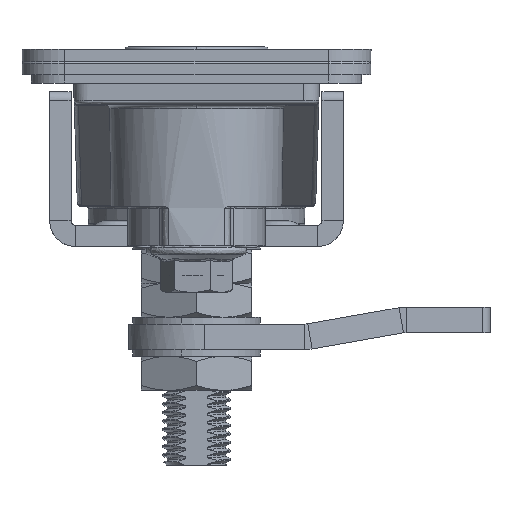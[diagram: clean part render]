
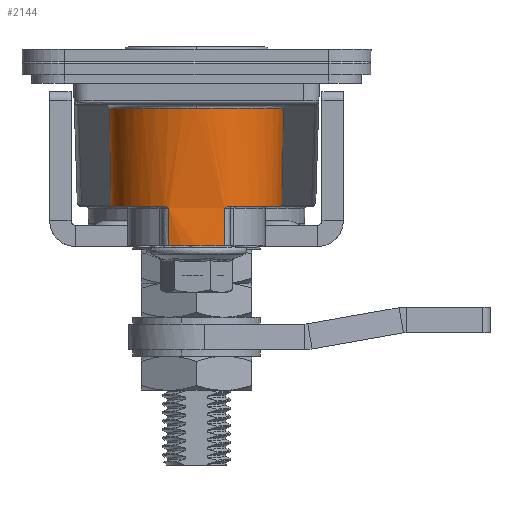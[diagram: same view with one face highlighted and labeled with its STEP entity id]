
A CAD part, front view. The second image highlights one B-rep face of the part: STEP entity #2144.
In plain terms, the highlighted free-form (B-spline) face has degree [2, 1] with [5, 2] control points.
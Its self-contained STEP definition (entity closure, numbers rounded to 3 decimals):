
#32 = VERTEX_POINT('',#33);
#33 = CARTESIAN_POINT('',(14.824,-62.401,
    -6.518));
#39 = EDGE_CURVE('',#32,#40,#42,.T.);
#40 = VERTEX_POINT('',#41);
#41 = CARTESIAN_POINT('',(0.,-77.225,
    -6.518));
#42 = ( BOUNDED_CURVE() B_SPLINE_CURVE(2,(#43,#44,#45),.UNSPECIFIED.,.F.
,.F.) B_SPLINE_CURVE_WITH_KNOTS((3,3),(1.571,3.142),
.PIECEWISE_BEZIER_KNOTS.) CURVE() GEOMETRIC_REPRESENTATION_ITEM() 
RATIONAL_B_SPLINE_CURVE((1.,0.707,1.)) REPRESENTATION_ITEM('') 
  );
#43 = CARTESIAN_POINT('',(14.824,-62.401,
    -6.518));
#44 = CARTESIAN_POINT('',(14.824,-77.225,
    -6.518));
#45 = CARTESIAN_POINT('',(0.,-77.225,
    -6.518));
#2071 = VERTEX_POINT('',#2072);
#2072 = CARTESIAN_POINT('',(-14.533,-62.401,
    -23.219));
#2080 = EDGE_CURVE('',#2071,#2081,#2083,.T.);
#2081 = VERTEX_POINT('',#2082);
#2082 = CARTESIAN_POINT('',(-14.824,-62.401,
    -6.518));
#2083 = B_SPLINE_CURVE_WITH_KNOTS('',1,(#2084,#2085),.UNSPECIFIED.,.F.,
  .F.,(2,2),(-13.502,-1.992),.PIECEWISE_BEZIER_KNOTS.);
#2084 = CARTESIAN_POINT('',(-14.533,-62.401,
    -23.219));
#2085 = CARTESIAN_POINT('',(-14.824,-62.401,
    -6.518));
#2144 = ADVANCED_FACE('',(#2145),#2230,.T.);
#2145 = FACE_BOUND('',#2146,.T.);
#2146 = EDGE_LOOP('',(#2147,#2148,#2156,#2167,#2179,#2187,#2199,#2210,
    #2218,#2223,#2224));
#2147 = ORIENTED_EDGE('',*,*,#2080,.F.);
#2148 = ORIENTED_EDGE('',*,*,#2149,.F.);
#2149 = EDGE_CURVE('',#2150,#2071,#2152,.T.);
#2150 = VERTEX_POINT('',#2151);
#2151 = CARTESIAN_POINT('',(-5.697,-75.771,
    -23.219));
#2152 = ( BOUNDED_CURVE() B_SPLINE_CURVE(2,(#2153,#2154,#2155),
.UNSPECIFIED.,.F.,.F.) B_SPLINE_CURVE_WITH_KNOTS((3,3),(1.974,
3.142),.PIECEWISE_BEZIER_KNOTS.) CURVE() 
GEOMETRIC_REPRESENTATION_ITEM() RATIONAL_B_SPLINE_CURVE((1.,
0.834,1.)) REPRESENTATION_ITEM('') );
#2153 = CARTESIAN_POINT('',(-5.697,-75.771,
    -23.219));
#2154 = CARTESIAN_POINT('',(-14.533,-72.006,
    -23.219));
#2155 = CARTESIAN_POINT('',(-14.533,-62.401,
    -23.219));
#2156 = ORIENTED_EDGE('',*,*,#2157,.T.);
#2157 = EDGE_CURVE('',#2150,#2158,#2160,.T.);
#2158 = VERTEX_POINT('',#2159);
#2159 = CARTESIAN_POINT('',(-4.756,-76.128,
    -23.504));
#2160 = B_SPLINE_CURVE_WITH_KNOTS('',3,(#2161,#2162,#2163,#2164,#2165,
    #2166),.UNSPECIFIED.,.F.,.F.,(4,2,4),(0.,
    0.,0.001),.UNSPECIFIED.);
#2161 = CARTESIAN_POINT('',(-5.697,-75.771,
    -23.219));
#2162 = CARTESIAN_POINT('',(-5.534,-75.84,
    -23.219));
#2163 = CARTESIAN_POINT('',(-5.375,-75.904,
    -23.259));
#2164 = CARTESIAN_POINT('',(-5.062,-76.022,
    -23.367));
#2165 = CARTESIAN_POINT('',(-4.908,-76.077,
    -23.436));
#2166 = CARTESIAN_POINT('',(-4.756,-76.128,
    -23.504));
#2167 = ORIENTED_EDGE('',*,*,#2168,.T.);
#2168 = EDGE_CURVE('',#2158,#2169,#2171,.T.);
#2169 = VERTEX_POINT('',#2170);
#2170 = CARTESIAN_POINT('',(-4.76,-76.009,
    -29.894));
#2171 = B_SPLINE_CURVE_WITH_KNOTS('',3,(#2172,#2173,#2174,#2175,#2176,
    #2177,#2178),.UNSPECIFIED.,.F.,.F.,(4,3,4),(0.,
    0.002,0.005),.UNSPECIFIED.);
#2172 = CARTESIAN_POINT('',(-4.756,-76.128,
    -23.504));
#2173 = CARTESIAN_POINT('',(-4.757,-76.112,
    -24.376));
#2174 = CARTESIAN_POINT('',(-4.757,-76.096,
    -25.249));
#2175 = CARTESIAN_POINT('',(-4.758,-76.079,
    -26.121));
#2176 = CARTESIAN_POINT('',(-4.758,-76.056,
    -27.379));
#2177 = CARTESIAN_POINT('',(-4.759,-76.032,
    -28.637));
#2178 = CARTESIAN_POINT('',(-4.76,-76.009,
    -29.894));
#2179 = ORIENTED_EDGE('',*,*,#2180,.T.);
#2180 = EDGE_CURVE('',#2169,#2181,#2183,.T.);
#2181 = VERTEX_POINT('',#2182);
#2182 = CARTESIAN_POINT('',(4.76,-76.009,
    -29.894));
#2183 = ( BOUNDED_CURVE() B_SPLINE_CURVE(2,(#2184,#2185,#2186),
.UNSPECIFIED.,.F.,.F.) B_SPLINE_CURVE_WITH_KNOTS((3,3),(4.376,
5.049),.PIECEWISE_BEZIER_KNOTS.) CURVE() 
GEOMETRIC_REPRESENTATION_ITEM() RATIONAL_B_SPLINE_CURVE((1.,
0.944,1.)) REPRESENTATION_ITEM('') );
#2184 = CARTESIAN_POINT('',(-4.76,-76.009,
    -29.894));
#2185 = CARTESIAN_POINT('',(0.,-77.674,
    -29.894));
#2186 = CARTESIAN_POINT('',(4.76,-76.009,
    -29.894));
#2187 = ORIENTED_EDGE('',*,*,#2188,.T.);
#2188 = EDGE_CURVE('',#2181,#2189,#2191,.T.);
#2189 = VERTEX_POINT('',#2190);
#2190 = CARTESIAN_POINT('',(4.756,-76.128,
    -23.504));
#2191 = B_SPLINE_CURVE_WITH_KNOTS('',3,(#2192,#2193,#2194,#2195,#2196,
    #2197,#2198),.UNSPECIFIED.,.F.,.F.,(4,3,4),(0.,0.002,
    0.004),.UNSPECIFIED.);
#2192 = CARTESIAN_POINT('',(4.76,-76.009,
    -29.894));
#2193 = CARTESIAN_POINT('',(4.759,-76.027,
    -28.927));
#2194 = CARTESIAN_POINT('',(4.759,-76.045,
    -27.96));
#2195 = CARTESIAN_POINT('',(4.758,-76.063,
    -26.993));
#2196 = CARTESIAN_POINT('',(4.757,-76.085,
    -25.83));
#2197 = CARTESIAN_POINT('',(4.757,-76.107,
    -24.667));
#2198 = CARTESIAN_POINT('',(4.756,-76.128,
    -23.504));
#2199 = ORIENTED_EDGE('',*,*,#2200,.T.);
#2200 = EDGE_CURVE('',#2189,#2201,#2203,.T.);
#2201 = VERTEX_POINT('',#2202);
#2202 = CARTESIAN_POINT('',(5.697,-75.771,
    -23.219));
#2203 = B_SPLINE_CURVE_WITH_KNOTS('',3,(#2204,#2205,#2206,#2207,#2208,
    #2209),.UNSPECIFIED.,.F.,.F.,(4,2,4),(0.,
    0.,0.001),.UNSPECIFIED.);
#2204 = CARTESIAN_POINT('',(4.756,-76.128,
    -23.504));
#2205 = CARTESIAN_POINT('',(4.909,-76.076,
    -23.436));
#2206 = CARTESIAN_POINT('',(5.062,-76.022,
    -23.367));
#2207 = CARTESIAN_POINT('',(5.375,-75.904,
    -23.259));
#2208 = CARTESIAN_POINT('',(5.534,-75.84,
    -23.219));
#2209 = CARTESIAN_POINT('',(5.697,-75.771,
    -23.219));
#2210 = ORIENTED_EDGE('',*,*,#2211,.F.);
#2211 = EDGE_CURVE('',#2212,#2201,#2214,.T.);
#2212 = VERTEX_POINT('',#2213);
#2213 = CARTESIAN_POINT('',(14.533,-62.401,
    -23.219));
#2214 = ( BOUNDED_CURVE() B_SPLINE_CURVE(2,(#2215,#2216,#2217),
.UNSPECIFIED.,.F.,.F.) B_SPLINE_CURVE_WITH_KNOTS((3,3),(0.,
1.168),.PIECEWISE_BEZIER_KNOTS.) CURVE() 
GEOMETRIC_REPRESENTATION_ITEM() RATIONAL_B_SPLINE_CURVE((1.,
0.834,1.)) REPRESENTATION_ITEM('') );
#2215 = CARTESIAN_POINT('',(14.533,-62.401,
    -23.219));
#2216 = CARTESIAN_POINT('',(14.533,-72.006,
    -23.219));
#2217 = CARTESIAN_POINT('',(5.697,-75.771,
    -23.219));
#2218 = ORIENTED_EDGE('',*,*,#2219,.T.);
#2219 = EDGE_CURVE('',#2212,#32,#2220,.T.);
#2220 = B_SPLINE_CURVE_WITH_KNOTS('',1,(#2221,#2222),.UNSPECIFIED.,.F.,
  .F.,(2,2),(-13.502,-1.992),.PIECEWISE_BEZIER_KNOTS.);
#2221 = CARTESIAN_POINT('',(14.533,-62.401,
    -23.219));
#2222 = CARTESIAN_POINT('',(14.824,-62.401,
    -6.518));
#2223 = ORIENTED_EDGE('',*,*,#39,.T.);
#2224 = ORIENTED_EDGE('',*,*,#2225,.T.);
#2225 = EDGE_CURVE('',#40,#2081,#2226,.T.);
#2226 = ( BOUNDED_CURVE() B_SPLINE_CURVE(2,(#2227,#2228,#2229),
.UNSPECIFIED.,.F.,.F.) B_SPLINE_CURVE_WITH_KNOTS((3,3),(3.142,
4.712),.PIECEWISE_BEZIER_KNOTS.) CURVE() 
GEOMETRIC_REPRESENTATION_ITEM() RATIONAL_B_SPLINE_CURVE((1.,
0.707,1.)) REPRESENTATION_ITEM('') );
#2227 = CARTESIAN_POINT('',(0.,-77.225,
    -6.518));
#2228 = CARTESIAN_POINT('',(-14.824,-77.225,
    -6.518));
#2229 = CARTESIAN_POINT('',(-14.824,-62.401,
    -6.518));
#2230 = ( BOUNDED_SURFACE() B_SPLINE_SURFACE(2,1,(
    (#2231,#2232)
    ,(#2233,#2234)
    ,(#2235,#2236)
    ,(#2237,#2238)
    ,(#2239,#2240
)),.UNSPECIFIED.,.F.,.F.,.F.) B_SPLINE_SURFACE_WITH_KNOTS((3,2,3),(2,2),
  (3.142,4.712,6.283),(-18.103,
    -1.992),.PIECEWISE_BEZIER_KNOTS.) 
GEOMETRIC_REPRESENTATION_ITEM() RATIONAL_B_SPLINE_SURFACE((
    (1.,1.)
    ,(0.707,0.707)
    ,(1.,1.)
    ,(0.707,0.707)
,(1.,1.))) REPRESENTATION_ITEM('') SURFACE() );
#2231 = CARTESIAN_POINT('',(-14.416,-62.401,
    -29.894));
#2232 = CARTESIAN_POINT('',(-14.824,-62.401,
    -6.518));
#2233 = CARTESIAN_POINT('',(-14.416,-76.817,
    -29.894));
#2234 = CARTESIAN_POINT('',(-14.824,-77.225,
    -6.518));
#2235 = CARTESIAN_POINT('',(0.,-76.817,
    -29.894));
#2236 = CARTESIAN_POINT('',(0.,-77.225,
    -6.518));
#2237 = CARTESIAN_POINT('',(14.416,-76.817,
    -29.894));
#2238 = CARTESIAN_POINT('',(14.824,-77.225,
    -6.518));
#2239 = CARTESIAN_POINT('',(14.416,-62.401,
    -29.894));
#2240 = CARTESIAN_POINT('',(14.824,-62.401,
    -6.518));
